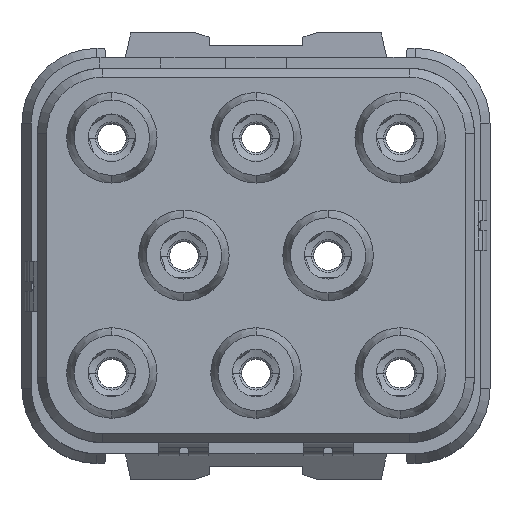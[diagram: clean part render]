
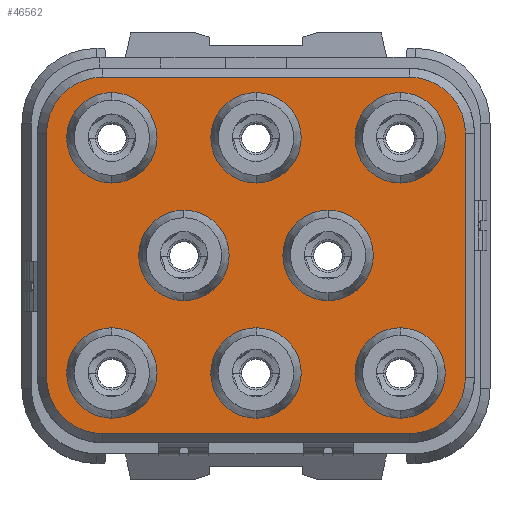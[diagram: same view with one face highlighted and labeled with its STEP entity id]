
A CAD part, top view. The second image highlights one B-rep face of the part: STEP entity #46562.
In plain terms, the highlighted planar face has unit normal (0, 0, 1).
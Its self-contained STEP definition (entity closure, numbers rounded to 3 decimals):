
#509=CARTESIAN_POINT('',(-4.92,-3.92,4.155));
#510=DIRECTION('',(0.,0.,1.));
#511=DIRECTION('',(-1.,0.,0.));
#512=AXIS2_PLACEMENT_3D('',#509,#510,#511);
#514=DIRECTION('',(0.,-1.,0.));
#515=VECTOR('',#514,7.84);
#516=CARTESIAN_POINT('',(-6.711,3.92,4.155));
#517=LINE('',#516,#515);
#518=CARTESIAN_POINT('',(-4.92,3.92,4.155));
#519=DIRECTION('',(0.,0.,1.));
#520=DIRECTION('',(0.,1.,0.));
#521=AXIS2_PLACEMENT_3D('',#518,#519,#520);
#523=DIRECTION('',(-1.,0.,0.));
#524=VECTOR('',#523,9.84);
#525=CARTESIAN_POINT('',(4.92,5.711,4.155));
#526=LINE('',#525,#524);
#527=CARTESIAN_POINT('',(4.92,3.92,4.155));
#528=DIRECTION('',(0.,0.,1.));
#529=DIRECTION('',(1.,0.,0.));
#530=AXIS2_PLACEMENT_3D('',#527,#528,#529);
#532=DIRECTION('',(0.,1.,0.));
#533=VECTOR('',#532,7.84);
#534=CARTESIAN_POINT('',(6.711,-3.92,4.155));
#535=LINE('',#534,#533);
#536=CARTESIAN_POINT('',(4.92,-3.92,4.155));
#537=DIRECTION('',(0.,0.,1.));
#538=DIRECTION('',(0.,-1.,0.));
#539=AXIS2_PLACEMENT_3D('',#536,#537,#538);
#541=DIRECTION('',(1.,0.,0.));
#542=VECTOR('',#541,9.84);
#543=CARTESIAN_POINT('',(-4.92,-5.711,4.155));
#544=LINE('',#543,#542);
#545=CARTESIAN_POINT('',(-2.31,0.,4.155));
#546=DIRECTION('',(0.,0.,-1.));
#547=DIRECTION('',(0.,1.,0.));
#548=AXIS2_PLACEMENT_3D('',#545,#546,#547);
#550=CARTESIAN_POINT('',(-2.31,0.,4.155));
#551=DIRECTION('',(0.,0.,-1.));
#552=DIRECTION('',(0.,-1.,0.));
#553=AXIS2_PLACEMENT_3D('',#550,#551,#552);
#555=CARTESIAN_POINT('',(2.31,0.,4.155));
#556=DIRECTION('',(0.,0.,-1.));
#557=DIRECTION('',(0.,1.,0.));
#558=AXIS2_PLACEMENT_3D('',#555,#556,#557);
#560=CARTESIAN_POINT('',(2.31,0.,4.155));
#561=DIRECTION('',(0.,0.,-1.));
#562=DIRECTION('',(0.,-1.,0.));
#563=AXIS2_PLACEMENT_3D('',#560,#561,#562);
#565=CARTESIAN_POINT('',(-4.62,-3.77,4.155));
#566=DIRECTION('',(0.,0.,-1.));
#567=DIRECTION('',(0.,1.,0.));
#568=AXIS2_PLACEMENT_3D('',#565,#566,#567);
#570=CARTESIAN_POINT('',(-4.62,-3.77,4.155));
#571=DIRECTION('',(0.,0.,-1.));
#572=DIRECTION('',(0.,-1.,0.));
#573=AXIS2_PLACEMENT_3D('',#570,#571,#572);
#575=CARTESIAN_POINT('',(-4.62,3.77,4.155));
#576=DIRECTION('',(0.,0.,-1.));
#577=DIRECTION('',(0.,1.,0.));
#578=AXIS2_PLACEMENT_3D('',#575,#576,#577);
#580=CARTESIAN_POINT('',(-4.62,3.77,4.155));
#581=DIRECTION('',(0.,0.,-1.));
#582=DIRECTION('',(0.,-1.,0.));
#583=AXIS2_PLACEMENT_3D('',#580,#581,#582);
#585=CARTESIAN_POINT('',(0.,-3.77,4.155));
#586=DIRECTION('',(0.,0.,-1.));
#587=DIRECTION('',(0.,1.,0.));
#588=AXIS2_PLACEMENT_3D('',#585,#586,#587);
#590=CARTESIAN_POINT('',(0.,-3.77,4.155));
#591=DIRECTION('',(0.,0.,-1.));
#592=DIRECTION('',(0.,-1.,0.));
#593=AXIS2_PLACEMENT_3D('',#590,#591,#592);
#595=CARTESIAN_POINT('',(0.,3.77,4.155));
#596=DIRECTION('',(0.,0.,-1.));
#597=DIRECTION('',(0.,1.,0.));
#598=AXIS2_PLACEMENT_3D('',#595,#596,#597);
#600=CARTESIAN_POINT('',(0.,3.77,4.155));
#601=DIRECTION('',(0.,0.,-1.));
#602=DIRECTION('',(0.,-1.,0.));
#603=AXIS2_PLACEMENT_3D('',#600,#601,#602);
#605=CARTESIAN_POINT('',(4.62,-3.77,4.155));
#606=DIRECTION('',(0.,0.,-1.));
#607=DIRECTION('',(0.,1.,0.));
#608=AXIS2_PLACEMENT_3D('',#605,#606,#607);
#610=CARTESIAN_POINT('',(4.62,-3.77,4.155));
#611=DIRECTION('',(0.,0.,-1.));
#612=DIRECTION('',(0.,-1.,0.));
#613=AXIS2_PLACEMENT_3D('',#610,#611,#612);
#615=CARTESIAN_POINT('',(4.62,3.77,4.155));
#616=DIRECTION('',(0.,0.,-1.));
#617=DIRECTION('',(0.,1.,0.));
#618=AXIS2_PLACEMENT_3D('',#615,#616,#617);
#620=CARTESIAN_POINT('',(4.62,3.77,4.155));
#621=DIRECTION('',(0.,0.,-1.));
#622=DIRECTION('',(0.,-1.,0.));
#623=AXIS2_PLACEMENT_3D('',#620,#621,#622);
#43559=CARTESIAN_POINT('',(4.62,5.22,4.155));
#43560=CARTESIAN_POINT('',(4.62,2.32,4.155));
#43561=VERTEX_POINT('',#43559);
#43562=VERTEX_POINT('',#43560);
#43575=CARTESIAN_POINT('',(2.31,1.45,4.155));
#43576=CARTESIAN_POINT('',(2.31,-1.45,4.155));
#43577=VERTEX_POINT('',#43575);
#43578=VERTEX_POINT('',#43576);
#43591=CARTESIAN_POINT('',(4.62,-2.32,4.155));
#43592=CARTESIAN_POINT('',(4.62,-5.22,4.155));
#43593=VERTEX_POINT('',#43591);
#43594=VERTEX_POINT('',#43592);
#43607=CARTESIAN_POINT('',(0.,5.22,4.155));
#43608=CARTESIAN_POINT('',(0.,2.32,4.155));
#43609=VERTEX_POINT('',#43607);
#43610=VERTEX_POINT('',#43608);
#43623=CARTESIAN_POINT('',(0.,-2.32,4.155));
#43624=CARTESIAN_POINT('',(0.,-5.22,4.155));
#43625=VERTEX_POINT('',#43623);
#43626=VERTEX_POINT('',#43624);
#43639=CARTESIAN_POINT('',(-4.62,5.22,4.155));
#43640=CARTESIAN_POINT('',(-4.62,2.32,4.155));
#43641=VERTEX_POINT('',#43639);
#43642=VERTEX_POINT('',#43640);
#43655=CARTESIAN_POINT('',(-4.62,-2.32,4.155));
#43656=CARTESIAN_POINT('',(-4.62,-5.22,4.155));
#43657=VERTEX_POINT('',#43655);
#43658=VERTEX_POINT('',#43656);
#43671=CARTESIAN_POINT('',(-2.31,1.45,4.155));
#43672=CARTESIAN_POINT('',(-2.31,-1.45,4.155));
#43673=VERTEX_POINT('',#43671);
#43674=VERTEX_POINT('',#43672);
#44673=CARTESIAN_POINT('',(-6.711,-3.92,4.155));
#44674=CARTESIAN_POINT('',(-4.92,-5.711,4.155));
#44675=VERTEX_POINT('',#44673);
#44676=VERTEX_POINT('',#44674);
#44681=CARTESIAN_POINT('',(4.92,-5.711,
4.155));
#44682=VERTEX_POINT('',#44681);
#44685=CARTESIAN_POINT('',(6.711,-3.92,4.155));
#44686=VERTEX_POINT('',#44685);
#44689=CARTESIAN_POINT('',(6.711,3.92,4.155));
#44690=VERTEX_POINT('',#44689);
#44693=CARTESIAN_POINT('',(4.92,5.711,4.155));
#44694=VERTEX_POINT('',#44693);
#44697=CARTESIAN_POINT('',(-4.92,5.711,
4.155));
#44698=VERTEX_POINT('',#44697);
#44701=CARTESIAN_POINT('',(-6.711,3.92,4.155));
#44702=VERTEX_POINT('',#44701);
#46492=CARTESIAN_POINT('',(0.,0.,4.155));
#46493=DIRECTION('',(0.,0.,1.));
#46494=DIRECTION('',(1.,0.,0.));
#46495=AXIS2_PLACEMENT_3D('',#46492,#46493,#46494);
#46496=PLANE('',#46495);
#46498=ORIENTED_EDGE('',*,*,#46497,.F.);
#46500=ORIENTED_EDGE('',*,*,#46499,.F.);
#46501=ORIENTED_EDGE('',*,*,#46482,.F.);
#46503=ORIENTED_EDGE('',*,*,#46502,.F.);
#46505=ORIENTED_EDGE('',*,*,#46504,.F.);
#46507=ORIENTED_EDGE('',*,*,#46506,.F.);
#46509=ORIENTED_EDGE('',*,*,#46508,.F.);
#46511=ORIENTED_EDGE('',*,*,#46510,.F.);
#46512=EDGE_LOOP('',(#46498,#46500,#46501,#46503,#46505,#46507,#46509,#46511));
#46513=FACE_OUTER_BOUND('',#46512,.F.);
#46515=ORIENTED_EDGE('',*,*,#46514,.F.);
#46517=ORIENTED_EDGE('',*,*,#46516,.F.);
#46518=EDGE_LOOP('',(#46515,#46517));
#46519=FACE_BOUND('',#46518,.F.);
#46521=ORIENTED_EDGE('',*,*,#46520,.F.);
#46523=ORIENTED_EDGE('',*,*,#46522,.F.);
#46524=EDGE_LOOP('',(#46521,#46523));
#46525=FACE_BOUND('',#46524,.F.);
#46527=ORIENTED_EDGE('',*,*,#46526,.F.);
#46529=ORIENTED_EDGE('',*,*,#46528,.F.);
#46530=EDGE_LOOP('',(#46527,#46529));
#46531=FACE_BOUND('',#46530,.F.);
#46533=ORIENTED_EDGE('',*,*,#46532,.F.);
#46535=ORIENTED_EDGE('',*,*,#46534,.F.);
#46536=EDGE_LOOP('',(#46533,#46535));
#46537=FACE_BOUND('',#46536,.F.);
#46539=ORIENTED_EDGE('',*,*,#46538,.F.);
#46541=ORIENTED_EDGE('',*,*,#46540,.F.);
#46542=EDGE_LOOP('',(#46539,#46541));
#46543=FACE_BOUND('',#46542,.F.);
#46545=ORIENTED_EDGE('',*,*,#46544,.F.);
#46547=ORIENTED_EDGE('',*,*,#46546,.F.);
#46548=EDGE_LOOP('',(#46545,#46547));
#46549=FACE_BOUND('',#46548,.F.);
#46551=ORIENTED_EDGE('',*,*,#46550,.F.);
#46553=ORIENTED_EDGE('',*,*,#46552,.F.);
#46554=EDGE_LOOP('',(#46551,#46553));
#46555=FACE_BOUND('',#46554,.F.);
#46557=ORIENTED_EDGE('',*,*,#46556,.F.);
#46559=ORIENTED_EDGE('',*,*,#46558,.F.);
#46560=EDGE_LOOP('',(#46557,#46559));
#46561=FACE_BOUND('',#46560,.F.);
#46562=ADVANCED_FACE('',(#46513,#46519,#46525,#46531,#46537,#46543,#46549,
#46555,#46561),#46496,.T.);
#513=CIRCLE('',#512,1.791);
#522=CIRCLE('',#521,1.791);
#531=CIRCLE('',#530,1.791);
#540=CIRCLE('',#539,1.791);
#549=CIRCLE('',#548,1.45);
#554=CIRCLE('',#553,1.45);
#559=CIRCLE('',#558,1.45);
#564=CIRCLE('',#563,1.45);
#569=CIRCLE('',#568,1.45);
#574=CIRCLE('',#573,1.45);
#579=CIRCLE('',#578,1.45);
#584=CIRCLE('',#583,1.45);
#589=CIRCLE('',#588,1.45);
#594=CIRCLE('',#593,1.45);
#599=CIRCLE('',#598,1.45);
#604=CIRCLE('',#603,1.45);
#609=CIRCLE('',#608,1.45);
#614=CIRCLE('',#613,1.45);
#619=CIRCLE('',#618,1.45);
#624=CIRCLE('',#623,1.45);
#46482=EDGE_CURVE('',#44698,#44702,#522,.T.);
#46497=EDGE_CURVE('',#44675,#44676,#513,.T.);
#46499=EDGE_CURVE('',#44702,#44675,#517,.T.);
#46502=EDGE_CURVE('',#44694,#44698,#526,.T.);
#46504=EDGE_CURVE('',#44690,#44694,#531,.T.);
#46506=EDGE_CURVE('',#44686,#44690,#535,.T.);
#46508=EDGE_CURVE('',#44682,#44686,#540,.T.);
#46510=EDGE_CURVE('',#44676,#44682,#544,.T.);
#46514=EDGE_CURVE('',#43673,#43674,#549,.T.);
#46516=EDGE_CURVE('',#43674,#43673,#554,.T.);
#46520=EDGE_CURVE('',#43577,#43578,#559,.T.);
#46522=EDGE_CURVE('',#43578,#43577,#564,.T.);
#46526=EDGE_CURVE('',#43657,#43658,#569,.T.);
#46528=EDGE_CURVE('',#43658,#43657,#574,.T.);
#46532=EDGE_CURVE('',#43641,#43642,#579,.T.);
#46534=EDGE_CURVE('',#43642,#43641,#584,.T.);
#46538=EDGE_CURVE('',#43625,#43626,#589,.T.);
#46540=EDGE_CURVE('',#43626,#43625,#594,.T.);
#46544=EDGE_CURVE('',#43609,#43610,#599,.T.);
#46546=EDGE_CURVE('',#43610,#43609,#604,.T.);
#46550=EDGE_CURVE('',#43593,#43594,#609,.T.);
#46552=EDGE_CURVE('',#43594,#43593,#614,.T.);
#46556=EDGE_CURVE('',#43561,#43562,#619,.T.);
#46558=EDGE_CURVE('',#43562,#43561,#624,.T.);
